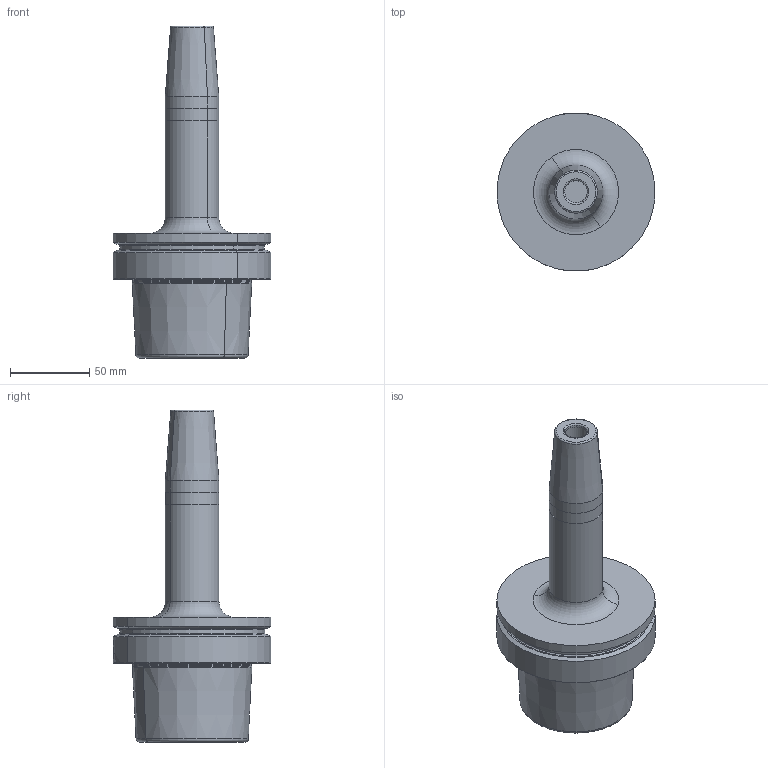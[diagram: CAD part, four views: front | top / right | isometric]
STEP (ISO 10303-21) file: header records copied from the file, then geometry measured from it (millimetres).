
FILE_DESCRIPTION((''),'2;1');
FILE_NAME('296629-000-00-CD1','2012-05-11T',('hofmeierf'),(''),'PRO/ENGINEER BY PARAMETRIC TECHNOLOGY CORPORATION, 2011220','PRO/ENGINEER BY PARAMETRIC TECHNOLOGY CORPORATION, 2011220','');
FILE_SCHEMA(('AUTOMOTIVE_DESIGN_CC2 { 1 2 10303 214 -1 1 5 2 }'));
Length unit declared in the file: millimetre
Products named in the file (1): 296629-000-00-CD1
Bounding box: 99.62 x 99.81 x 209.9 mm (x, y, z)
Volume: 378968.6 mm3; surface area: 63742.4 mm2
Topology: 1 solids, 1 shells, 519 faces, 1542 edges, 1057 vertices
Faces by surface type: plane 424, cylinder 46, torus 22, cone 20, extrusion 7
Entity records: 22345 total; most frequent: CARTESIAN_POINT 4783, ORIENTED_EDGE 2824, DIRECTION 2146, PRESENTATION_STYLE_ASSIGNMENT 1564, STYLED_ITEM 1550, CURVE_STYLE 1547, EDGE_CURVE 1412, VERTEX_POINT 926
